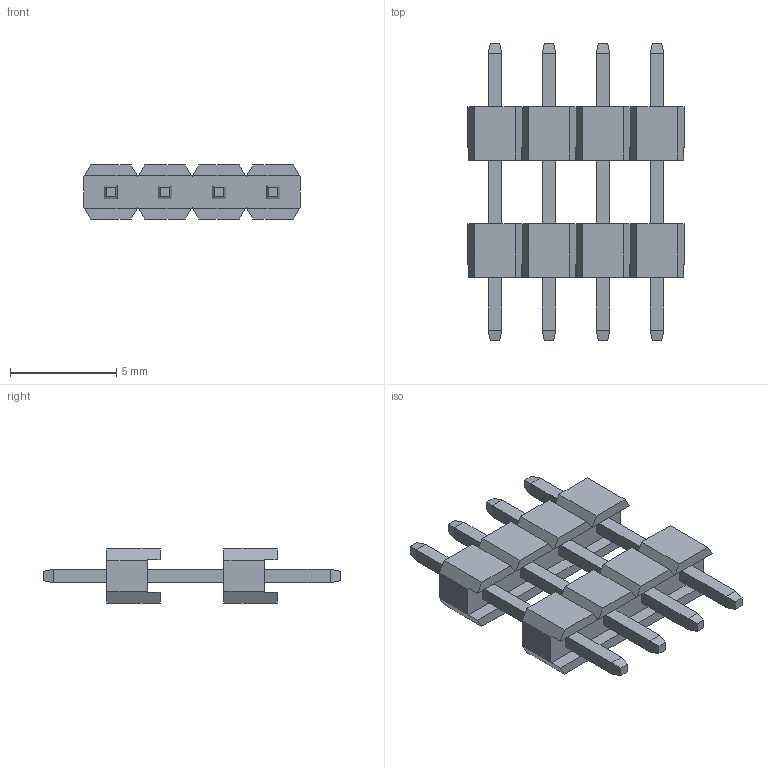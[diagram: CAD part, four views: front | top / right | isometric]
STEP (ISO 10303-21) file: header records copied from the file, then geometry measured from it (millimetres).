
FILE_DESCRIPTION((''),'2;1');
FILE_NAME('FPH25449-S04S1014070724B','2024-05-07T',('工程三'),(''),'PRO/ENGINEER BY PARAMETRIC TECHNOLOGY CORPORATION, 2010280','PRO/ENGINEER BY PARAMETRIC TECHNOLOGY CORPORATION, 2010280','');
FILE_SCHEMA(('CONFIG_CONTROL_DESIGN'));
Length unit declared in the file: millimetre
Products named in the file (1): FPH25449-S04S1014070724B
Bounding box: 10.16 x 14 x 2.54 mm (x, y, z)
Volume: 119.5 mm3; surface area: 356.2 mm2
Topology: 1 solids, 1 shells, 176 faces, 460 edges, 296 vertices
Faces by surface type: plane 176
Entity records: 5298 total; most frequent: CARTESIAN_POINT 932, ORIENTED_EDGE 920, DIRECTION 812, VECTOR 460, LINE 460, EDGE_CURVE 460, VERTEX_POINT 296, EDGE_LOOP 192
